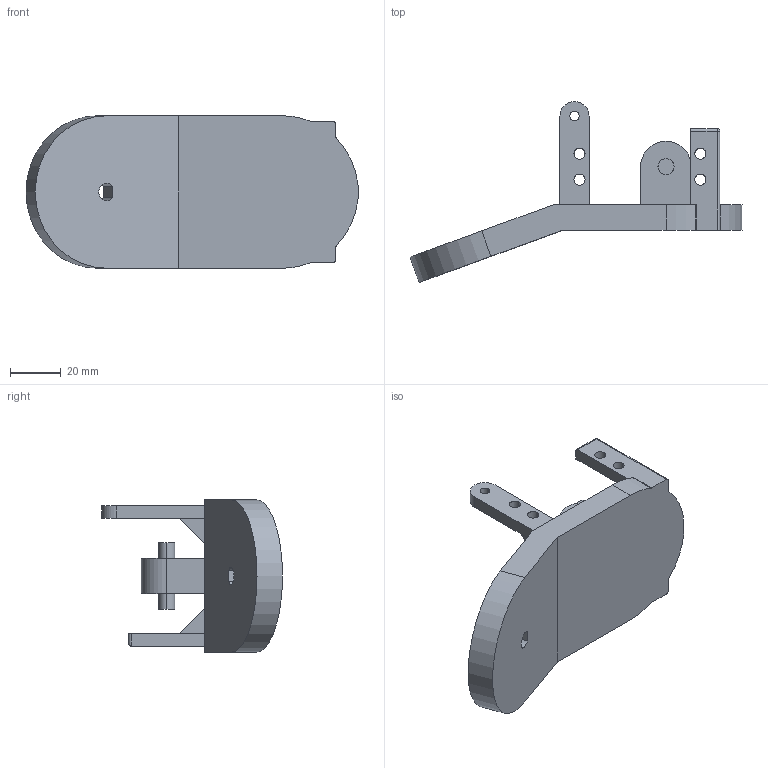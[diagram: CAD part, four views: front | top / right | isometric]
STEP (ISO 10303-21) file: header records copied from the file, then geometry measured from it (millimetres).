
FILE_DESCRIPTION (( 'STEP AP214' ), '1' );
FILE_NAME ('Base_moteurs.STEP', '2019-02-20T22:26:59', ( '' ), ( '' ), 'SwSTEP 2.0', 'SolidWorks 2018', '' );
FILE_SCHEMA (( 'AUTOMOTIVE_DESIGN' ));
Length unit declared in the file: millimetre
Products named in the file (1): Base_moteurs
Bounding box: 130.59 x 71.14 x 60 mm (x, y, z)
Volume: 87751.3 mm3; surface area: 25093.6 mm2
Topology: 2 solids, 2 shells, 86 faces, 232 edges, 151 vertices
Faces by surface type: cylinder 46, plane 38, sphere 2
Entity records: 2797 total; most frequent: DIRECTION 491, CARTESIAN_POINT 477, ORIENTED_EDGE 460, EDGE_CURVE 230, AXIS2_PLACEMENT_3D 177, VERTEX_POINT 151, LINE 137, VECTOR 137
